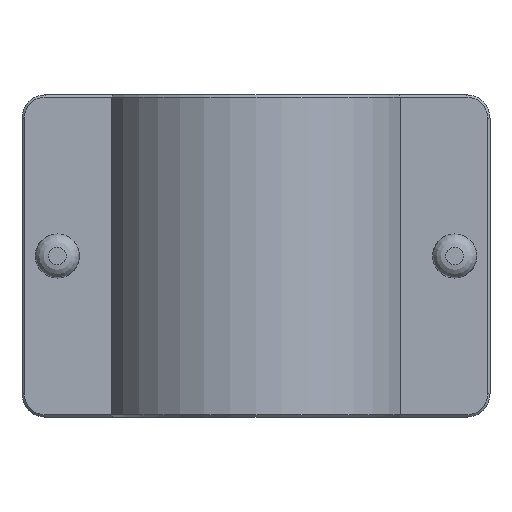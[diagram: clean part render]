
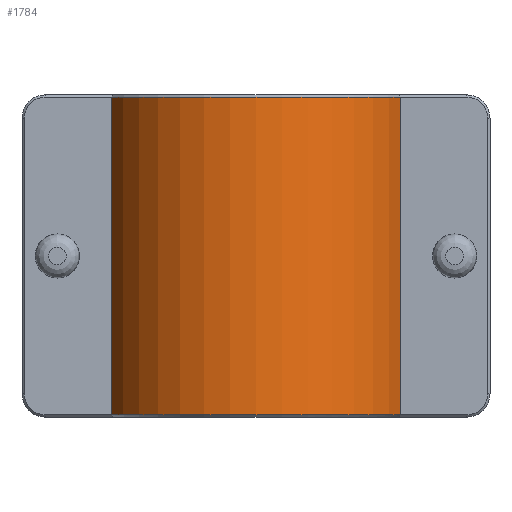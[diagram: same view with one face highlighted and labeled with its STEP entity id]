
A CAD part, front view. The second image highlights one B-rep face of the part: STEP entity #1784.
In plain terms, the highlighted cylindrical face has radius 35 mm (diameter 70 mm), a partial arc.
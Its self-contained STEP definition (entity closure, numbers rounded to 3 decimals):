
#224=FACE_OUTER_BOUND('',#349,.T.);
#349=EDGE_LOOP('',(#1468,#1469,#1470,#1471));
#505=LINE('',#3002,#657);
#506=LINE('',#3004,#658);
#657=VECTOR('',#2333,72.);
#658=VECTOR('',#2336,72.);
#755=CIRCLE('',#1925,35.);
#756=CIRCLE('',#1928,35.);
#880=VERTEX_POINT('',#2942);
#881=VERTEX_POINT('',#2947);
#882=VERTEX_POINT('',#2954);
#884=VERTEX_POINT('',#2963);
#1080=EDGE_CURVE('',#880,#881,#755,.T.);
#1086=EDGE_CURVE('',#884,#882,#756,.T.);
#1103=EDGE_CURVE('',#880,#882,#505,.T.);
#1104=EDGE_CURVE('',#881,#884,#506,.T.);
#1468=ORIENTED_EDGE('',*,*,#1080,.F.);
#1469=ORIENTED_EDGE('',*,*,#1103,.T.);
#1470=ORIENTED_EDGE('',*,*,#1086,.F.);
#1471=ORIENTED_EDGE('',*,*,#1104,.F.);
#1710=CYLINDRICAL_SURFACE('',#1943,35.);
#1784=ADVANCED_FACE('',(#224),#1710,.T.);
#1925=AXIS2_PLACEMENT_3D('',#2948,#2283,#2284);
#1928=AXIS2_PLACEMENT_3D('',#2968,#2291,#2292);
#1943=AXIS2_PLACEMENT_3D('',#3003,#2334,#2335);
#2283=DIRECTION('center_axis',(0.,0.,-1.));
#2284=DIRECTION('ref_axis',(1.,0.,0.));
#2291=DIRECTION('center_axis',(0.,0.,1.));
#2292=DIRECTION('ref_axis',(1.,0.,0.));
#2333=DIRECTION('',(0.,0.,1.));
#2334=DIRECTION('center_axis',(0.,0.,1.));
#2335=DIRECTION('ref_axis',(1.,0.,0.));
#2336=DIRECTION('',(0.,0.,1.));
#2942=CARTESIAN_POINT('',(32.692,-12.5,-36.));
#2947=CARTESIAN_POINT('',(-32.692,-12.5,-36.));
#2948=CARTESIAN_POINT('Origin',(0.,0.,-36.));
#2954=CARTESIAN_POINT('',(32.692,-12.5,36.));
#2963=CARTESIAN_POINT('',(-32.692,-12.5,36.));
#2968=CARTESIAN_POINT('Origin',(0.,0.,36.));
#3002=CARTESIAN_POINT('',(32.692,-12.5,0.));
#3003=CARTESIAN_POINT('Origin',(0.,0.,0.));
#3004=CARTESIAN_POINT('',(-32.692,-12.5,0.));
